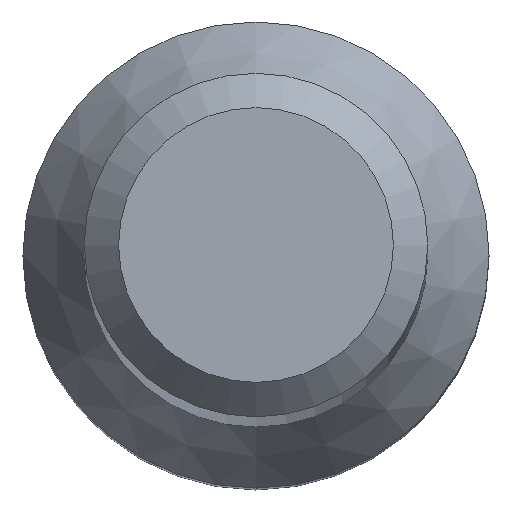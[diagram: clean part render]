
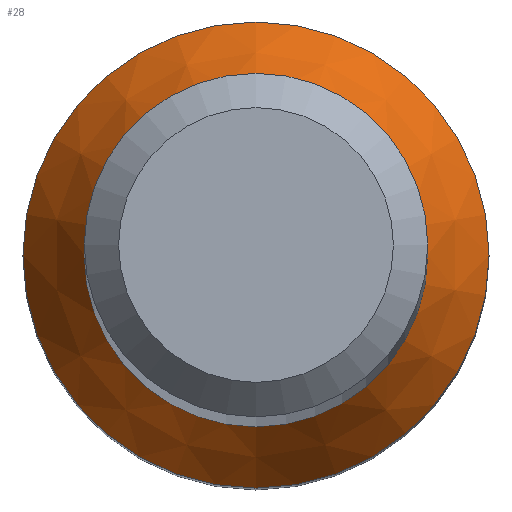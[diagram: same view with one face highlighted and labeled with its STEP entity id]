
A CAD part, top view. The second image highlights one B-rep face of the part: STEP entity #28.
In plain terms, the highlighted conical face has half-angle 30 degrees and reference radius 2.714 mm.
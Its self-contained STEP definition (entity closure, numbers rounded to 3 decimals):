
#2 = VERTEX_POINT ( 'NONE', #227 ) ;
#6 = CIRCLE ( 'NONE', #146, 2. ) ;
#7 = ORIENTED_EDGE ( 'NONE', *, *, #53, .F. ) ;
#14 = FACE_OUTER_BOUND ( 'NONE', #208, .T. ) ;
#28 = ADVANCED_FACE ( 'NONE', ( #54, #14 ), #237, .T. ) ;
#41 = AXIS2_PLACEMENT_3D ( 'NONE', #70, #106, #48 ) ;
#48 = DIRECTION ( 'NONE',  ( 0., 1., 0. ) ) ;
#53 = EDGE_CURVE ( 'NONE', #2, #2, #101, .T. ) ;
#54 = FACE_BOUND ( 'NONE', #155, .T. ) ;
#60 = CARTESIAN_POINT ( 'NONE',  ( 0., 2., 13.992 ) ) ;
#70 = CARTESIAN_POINT ( 'NONE',  ( 0., 0., 12.755 ) ) ;
#71 = DIRECTION ( 'NONE',  ( 0., 0., -1. ) ) ;
#77 = VERTEX_POINT ( 'NONE', #60 ) ;
#87 = CARTESIAN_POINT ( 'NONE',  ( 0., 0., 12.755 ) ) ;
#101 = CIRCLE ( 'NONE', #222, 2.714 ) ;
#106 = DIRECTION ( 'NONE',  ( 0., 0., -1. ) ) ;
#113 = DIRECTION ( 'NONE',  ( 0., 1., 0. ) ) ;
#146 = AXIS2_PLACEMENT_3D ( 'NONE', #170, #210, #113 ) ;
#155 = EDGE_LOOP ( 'NONE', ( #204 ) ) ;
#168 = EDGE_CURVE ( 'NONE', #77, #77, #6, .T. ) ;
#170 = CARTESIAN_POINT ( 'NONE',  ( 0., 0., 13.992 ) ) ;
#185 = DIRECTION ( 'NONE',  ( 0., 1., 0. ) ) ;
#204 = ORIENTED_EDGE ( 'NONE', *, *, #168, .T. ) ;
#208 = EDGE_LOOP ( 'NONE', ( #7 ) ) ;
#210 = DIRECTION ( 'NONE',  ( 0., 0., -1. ) ) ;
#222 = AXIS2_PLACEMENT_3D ( 'NONE', #87, #71, #185 ) ;
#227 = CARTESIAN_POINT ( 'NONE',  ( 0., 2.714, 12.755 ) ) ;
#237 = CONICAL_SURFACE ( 'NONE', #41, 2.714, 0.524 ) ;
